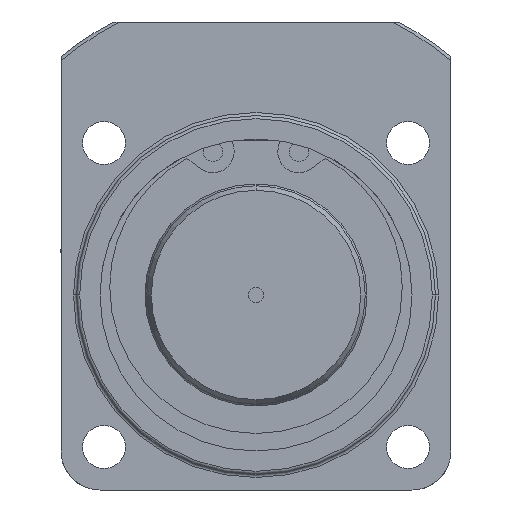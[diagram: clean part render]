
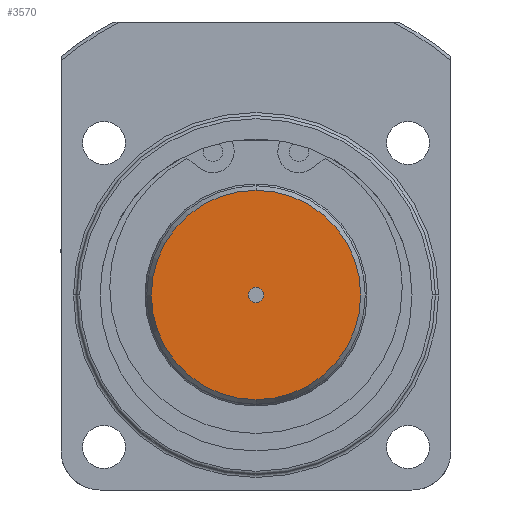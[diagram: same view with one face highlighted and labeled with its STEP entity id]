
A CAD part, front view. The second image highlights one B-rep face of the part: STEP entity #3570.
In plain terms, the highlighted planar face has unit normal (0, -1, 0).
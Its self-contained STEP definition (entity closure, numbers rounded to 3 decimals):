
#641 = CARTESIAN_POINT ( 'NONE',  ( 0., -43.5, 0. ) ) ;
#648 = DIRECTION ( 'NONE',  ( 0., 1., 0. ) ) ;
#649 = DIRECTION ( 'NONE',  ( 0., 0., 1. ) ) ;
#653 = CARTESIAN_POINT ( 'NONE',  ( 0., -43.5, 0. ) ) ;
#660 = DIRECTION ( 'NONE',  ( 0., -1., 0. ) ) ;
#661 = DIRECTION ( 'NONE',  ( 0., 0., -1. ) ) ;
#1037 = CARTESIAN_POINT ( 'NONE',  ( 0., -43.5, -13.423 ) ) ;
#1039 = CARTESIAN_POINT ( 'NONE',  ( 0., -43.5, 13.423 ) ) ;
#1043 = CARTESIAN_POINT ( 'NONE',  ( 0., -43.5, -1. ) ) ;
#1053 = CARTESIAN_POINT ( 'NONE',  ( 0., -43.5, 1. ) ) ;
#2712 = EDGE_CURVE ( 'NONE', #7159, #7149, #3868, .T. ) ;
#2713 = EDGE_CURVE ( 'NONE', #7145, #7143, #3867, .T. ) ;
#3479 = EDGE_CURVE ( 'NONE', #7149, #7159, #8090, .T. ) ;
#3483 = EDGE_CURVE ( 'NONE', #7143, #7145, #8092, .T. ) ;
#3570 = ADVANCED_FACE ( 'NONE', ( #9222, #9225 ), #10638, .F. ) ;
#3867 = CIRCLE ( 'NONE', #10358, 13.423 ) ;
#3868 = CIRCLE ( 'NONE', #7651, 1. ) ;
#5064 = CARTESIAN_POINT ( 'NONE',  ( 0., -43.5, 0. ) ) ;
#5065 = DIRECTION ( 'NONE',  ( 0., 1., 0. ) ) ;
#5066 = DIRECTION ( 'NONE',  ( 0., 0., 1. ) ) ;
#5067 = CARTESIAN_POINT ( 'NONE',  ( 0., -43.5, 0. ) ) ;
#5068 = DIRECTION ( 'NONE',  ( 0., -1., 0. ) ) ;
#5069 = DIRECTION ( 'NONE',  ( 0., 0., -1. ) ) ;
#5295 = ORIENTED_EDGE ( 'NONE', *, *, #2713, .T. ) ;
#5297 = ORIENTED_EDGE ( 'NONE', *, *, #2712, .T. ) ;
#5299 = ORIENTED_EDGE ( 'NONE', *, *, #3479, .T. ) ;
#5300 = ORIENTED_EDGE ( 'NONE', *, *, #3483, .T. ) ;
#5453 = EDGE_LOOP ( 'NONE', ( #5297, #5299 ) ) ;
#5454 = EDGE_LOOP ( 'NONE', ( #5295, #5300 ) ) ;
#7143 = VERTEX_POINT ( 'NONE', #1037 ) ;
#7145 = VERTEX_POINT ( 'NONE', #1039 ) ;
#7149 = VERTEX_POINT ( 'NONE', #1043 ) ;
#7159 = VERTEX_POINT ( 'NONE', #1053 ) ;
#7651 = AXIS2_PLACEMENT_3D ( 'NONE', #5064, #5065, #5066 ) ;
#8090 = CIRCLE ( 'NONE', #9123, 1. ) ;
#8092 = CIRCLE ( 'NONE', #9128, 13.423 ) ;
#9123 = AXIS2_PLACEMENT_3D ( 'NONE', #641, #648, #649 ) ;
#9128 = AXIS2_PLACEMENT_3D ( 'NONE', #653, #660, #661 ) ;
#9222 = FACE_BOUND ( 'NONE', #5453, .T. ) ;
#9225 = FACE_OUTER_BOUND ( 'NONE', #5454, .T. ) ;
#9227 = AXIS2_PLACEMENT_3D ( 'NONE', #10639, #10640, #10641 ) ;
#10358 = AXIS2_PLACEMENT_3D ( 'NONE', #5067, #5068, #5069 ) ;
#10638 = PLANE ( 'NONE',  #9227 ) ;
#10639 = CARTESIAN_POINT ( 'NONE',  ( -13.423, -43.5, 0. ) ) ;
#10640 = DIRECTION ( 'NONE',  ( 0., 1., 0. ) ) ;
#10641 = DIRECTION ( 'NONE',  ( 0., 0., 1. ) ) ;
